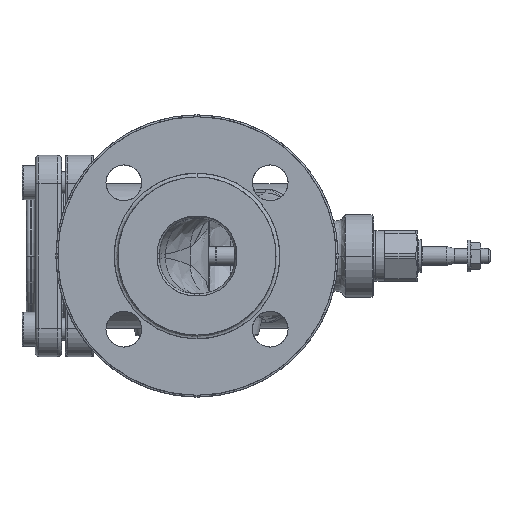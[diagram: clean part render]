
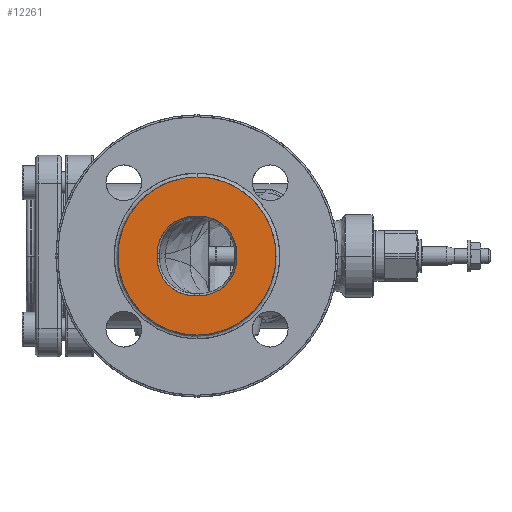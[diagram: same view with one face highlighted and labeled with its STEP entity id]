
A CAD part, left-side view. The second image highlights one B-rep face of the part: STEP entity #12261.
In plain terms, the highlighted planar face has unit normal (-1, 0, 0).
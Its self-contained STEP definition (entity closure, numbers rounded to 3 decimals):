
#12128=CARTESIAN_POINT('Axis2P3D Location',(-100.,43.68,43.68)) ;
#12134=CARTESIAN_POINT('Control Point',(-100.,0.,-42.)) ;
#12135=CARTESIAN_POINT('Control Point',(-100.,-4.398,-42.002)) ;
#12136=CARTESIAN_POINT('Control Point',(-100.,-13.194,-40.606)) ;
#12137=CARTESIAN_POINT('Control Point',(-100.,-25.097,-34.543)) ;
#12138=CARTESIAN_POINT('Control Point',(-100.,-34.543,-25.097)) ;
#12139=CARTESIAN_POINT('Control Point',(-100.,-40.607,-13.194)) ;
#12140=CARTESIAN_POINT('Control Point',(-100.,-42.697,0.)) ;
#12141=CARTESIAN_POINT('Control Point',(-100.,-40.607,13.194)) ;
#12142=CARTESIAN_POINT('Control Point',(-100.,-34.543,25.097)) ;
#12143=CARTESIAN_POINT('Control Point',(-100.,-25.097,34.543)) ;
#12144=CARTESIAN_POINT('Control Point',(-100.,-13.194,40.606)) ;
#12145=CARTESIAN_POINT('Control Point',(-100.,-4.398,42.002)) ;
#12146=CARTESIAN_POINT('Control Point',(-100.,0.,42.)) ;
#12147=CARTESIAN_POINT('Vertex',(-100.,0.,-42.)) ;
#12149=CARTESIAN_POINT('Vertex',(-100.,0.,42.)) ;
#12153=CARTESIAN_POINT('Control Point',(-100.,0.,42.)) ;
#12154=CARTESIAN_POINT('Control Point',(-100.,4.398,42.002)) ;
#12155=CARTESIAN_POINT('Control Point',(-100.,13.194,40.606)) ;
#12156=CARTESIAN_POINT('Control Point',(-100.,25.097,34.543)) ;
#12157=CARTESIAN_POINT('Control Point',(-100.,34.543,25.097)) ;
#12158=CARTESIAN_POINT('Control Point',(-100.,40.607,13.194)) ;
#12159=CARTESIAN_POINT('Control Point',(-100.,42.697,0.)) ;
#12160=CARTESIAN_POINT('Control Point',(-100.,40.607,-13.194)) ;
#12161=CARTESIAN_POINT('Control Point',(-100.,34.543,-25.097)) ;
#12162=CARTESIAN_POINT('Control Point',(-100.,25.097,-34.543)) ;
#12163=CARTESIAN_POINT('Control Point',(-100.,13.194,-40.606)) ;
#12164=CARTESIAN_POINT('Control Point',(-100.,4.398,-42.002)) ;
#12165=CARTESIAN_POINT('Control Point',(-100.,0.,-42.)) ;
#12172=CARTESIAN_POINT('Control Point',(-100.,-21.032,-1.499)) ;
#12173=CARTESIAN_POINT('Control Point',(-100.,-21.034,-3.786)) ;
#12174=CARTESIAN_POINT('Control Point',(-100.,-20.224,-8.336)) ;
#12175=CARTESIAN_POINT('Control Point',(-100.,-17.33,-13.332)) ;
#12176=CARTESIAN_POINT('Control Point',(-100.,-13.308,-17.347)) ;
#12177=CARTESIAN_POINT('Control Point',(-100.,-8.318,-20.229)) ;
#12178=CARTESIAN_POINT('Control Point',(-100.,-3.779,-21.033)) ;
#12179=CARTESIAN_POINT('Control Point',(-100.,-1.499,-21.032)) ;
#12180=CARTESIAN_POINT('Vertex',(-100.,-21.032,-1.499)) ;
#12182=CARTESIAN_POINT('Vertex',(-100.,-1.499,-21.032)) ;
#12186=CARTESIAN_POINT('Control Point',(-100.,-1.499,-21.032)) ;
#12187=CARTESIAN_POINT('Control Point',(-100.,-0.5,-21.034)) ;
#12188=CARTESIAN_POINT('Control Point',(-100.,0.5,-21.034)) ;
#12189=CARTESIAN_POINT('Control Point',(-100.,1.499,-21.032)) ;
#12190=CARTESIAN_POINT('Vertex',(-100.,1.499,-21.032)) ;
#12194=CARTESIAN_POINT('Control Point',(-100.,1.499,-21.032)) ;
#12195=CARTESIAN_POINT('Control Point',(-100.,3.779,-21.033)) ;
#12196=CARTESIAN_POINT('Control Point',(-100.,8.319,-20.229)) ;
#12197=CARTESIAN_POINT('Control Point',(-100.,13.309,-17.346)) ;
#12198=CARTESIAN_POINT('Control Point',(-100.,17.331,-13.331)) ;
#12199=CARTESIAN_POINT('Control Point',(-100.,20.224,-8.336)) ;
#12200=CARTESIAN_POINT('Control Point',(-100.,21.034,-3.786)) ;
#12201=CARTESIAN_POINT('Control Point',(-100.,21.032,-1.499)) ;
#12202=CARTESIAN_POINT('Vertex',(-100.,21.032,-1.499)) ;
#12206=CARTESIAN_POINT('Control Point',(-100.,21.032,-1.499)) ;
#12207=CARTESIAN_POINT('Control Point',(-100.,21.034,-0.5)) ;
#12208=CARTESIAN_POINT('Control Point',(-100.,21.034,0.5)) ;
#12209=CARTESIAN_POINT('Control Point',(-100.,21.032,1.499)) ;
#12210=CARTESIAN_POINT('Vertex',(-100.,21.032,1.499)) ;
#12214=CARTESIAN_POINT('Control Point',(-100.,21.032,1.499)) ;
#12215=CARTESIAN_POINT('Control Point',(-100.,21.034,3.786)) ;
#12216=CARTESIAN_POINT('Control Point',(-100.,20.224,8.336)) ;
#12217=CARTESIAN_POINT('Control Point',(-100.,17.33,13.332)) ;
#12218=CARTESIAN_POINT('Control Point',(-100.,13.308,17.347)) ;
#12219=CARTESIAN_POINT('Control Point',(-100.,8.318,20.229)) ;
#12220=CARTESIAN_POINT('Control Point',(-100.,3.779,21.033)) ;
#12221=CARTESIAN_POINT('Control Point',(-100.,1.499,21.032)) ;
#12222=CARTESIAN_POINT('Vertex',(-100.,1.499,21.032)) ;
#12226=CARTESIAN_POINT('Control Point',(-100.,1.499,21.032)) ;
#12227=CARTESIAN_POINT('Control Point',(-100.,0.5,21.034)) ;
#12228=CARTESIAN_POINT('Control Point',(-100.,-0.5,21.034)) ;
#12229=CARTESIAN_POINT('Control Point',(-100.,-1.499,21.032)) ;
#12230=CARTESIAN_POINT('Vertex',(-100.,-1.499,21.032)) ;
#12234=CARTESIAN_POINT('Control Point',(-100.,-1.499,21.032)) ;
#12235=CARTESIAN_POINT('Control Point',(-100.,-3.779,21.033)) ;
#12236=CARTESIAN_POINT('Control Point',(-100.,-8.319,20.229)) ;
#12237=CARTESIAN_POINT('Control Point',(-100.,-13.309,17.346)) ;
#12238=CARTESIAN_POINT('Control Point',(-100.,-17.331,13.331)) ;
#12239=CARTESIAN_POINT('Control Point',(-100.,-20.224,8.336)) ;
#12240=CARTESIAN_POINT('Control Point',(-100.,-21.034,3.786)) ;
#12241=CARTESIAN_POINT('Control Point',(-100.,-21.032,1.499)) ;
#12242=CARTESIAN_POINT('Vertex',(-100.,-21.032,1.499)) ;
#12246=CARTESIAN_POINT('Control Point',(-100.,-21.032,1.499)) ;
#12247=CARTESIAN_POINT('Control Point',(-100.,-21.034,0.5)) ;
#12248=CARTESIAN_POINT('Control Point',(-100.,-21.034,-0.5)) ;
#12249=CARTESIAN_POINT('Control Point',(-100.,-21.032,-1.499)) ;
#12129=DIRECTION('Axis2P3D Direction',(-1.,0.,0.)) ;
#12130=DIRECTION('Axis2P3D XDirection',(0.,0.,-1.)) ;
#12131=AXIS2_PLACEMENT_3D('Plane Axis2P3D',#12128,#12129,#12130) ;
#12168=ORIENTED_EDGE('',*,*,#12151,.T.) ;
#12169=ORIENTED_EDGE('',*,*,#12166,.T.) ;
#12252=ORIENTED_EDGE('',*,*,#12184,.T.) ;
#12253=ORIENTED_EDGE('',*,*,#12192,.T.) ;
#12254=ORIENTED_EDGE('',*,*,#12204,.T.) ;
#12255=ORIENTED_EDGE('',*,*,#12212,.T.) ;
#12256=ORIENTED_EDGE('',*,*,#12224,.T.) ;
#12257=ORIENTED_EDGE('',*,*,#12232,.T.) ;
#12258=ORIENTED_EDGE('',*,*,#12244,.T.) ;
#12259=ORIENTED_EDGE('',*,*,#12250,.T.) ;
#12260=FACE_BOUND('',#12251,.T.) ;
#12261=ADVANCED_FACE('TRM_SRF103',(#12170,#12260),#12132,.T.) ;
#12133=B_SPLINE_CURVE_WITH_KNOTS('',3,(#12134,#12135,#12136,#12137,#12138,#12139,#12140,#12141,#12142,#12143,#12144,#12145,#12146),.UNSPECIFIED.,.F.,.U.,(4,1,1,1,1,1,1,1,1,1,4),(0.,13.348,26.695,40.043,53.391,66.738,80.086,93.433,106.781,120.129,133.476),.UNSPECIFIED.) ;
#12152=B_SPLINE_CURVE_WITH_KNOTS('',3,(#12153,#12154,#12155,#12156,#12157,#12158,#12159,#12160,#12161,#12162,#12163,#12164,#12165),.UNSPECIFIED.,.F.,.U.,(4,1,1,1,1,1,1,1,1,1,4),(0.,13.348,26.695,40.043,53.391,66.738,80.086,93.433,106.781,120.129,133.476),.UNSPECIFIED.) ;
#12171=B_SPLINE_CURVE_WITH_KNOTS('',3,(#12172,#12173,#12174,#12175,#12176,#12177,#12178,#12179),.UNSPECIFIED.,.F.,.U.,(4,1,1,1,1,4),(0.,6.937,13.799,17.251,24.103,31.018),.UNSPECIFIED.) ;
#12185=B_SPLINE_CURVE_WITH_KNOTS('',3,(#12186,#12187,#12188,#12189),.UNSPECIFIED.,.F.,.U.,(4,4),(0.,2.997),.UNSPECIFIED.) ;
#12193=B_SPLINE_CURVE_WITH_KNOTS('',3,(#12194,#12195,#12196,#12197,#12198,#12199,#12200,#12201),.UNSPECIFIED.,.F.,.U.,(4,1,1,1,1,4),(0.,6.915,13.768,17.22,24.082,31.018),.UNSPECIFIED.) ;
#12205=B_SPLINE_CURVE_WITH_KNOTS('',3,(#12206,#12207,#12208,#12209),.UNSPECIFIED.,.F.,.U.,(4,4),(0.,2.997),.UNSPECIFIED.) ;
#12213=B_SPLINE_CURVE_WITH_KNOTS('',3,(#12214,#12215,#12216,#12217,#12218,#12219,#12220,#12221),.UNSPECIFIED.,.F.,.U.,(4,1,1,1,1,4),(0.,6.937,13.799,17.251,24.103,31.018),.UNSPECIFIED.) ;
#12225=B_SPLINE_CURVE_WITH_KNOTS('',3,(#12226,#12227,#12228,#12229),.UNSPECIFIED.,.F.,.U.,(4,4),(0.,2.997),.UNSPECIFIED.) ;
#12233=B_SPLINE_CURVE_WITH_KNOTS('',3,(#12234,#12235,#12236,#12237,#12238,#12239,#12240,#12241),.UNSPECIFIED.,.F.,.U.,(4,1,1,1,1,4),(0.,6.915,13.768,17.22,24.082,31.018),.UNSPECIFIED.) ;
#12245=B_SPLINE_CURVE_WITH_KNOTS('',3,(#12246,#12247,#12248,#12249),.UNSPECIFIED.,.F.,.U.,(4,4),(0.,2.997),.UNSPECIFIED.) ;
#12151=EDGE_CURVE('',#12148,#12150,#12133,.T.) ;
#12166=EDGE_CURVE('',#12150,#12148,#12152,.T.) ;
#12184=EDGE_CURVE('',#12181,#12183,#12171,.T.) ;
#12192=EDGE_CURVE('',#12183,#12191,#12185,.T.) ;
#12204=EDGE_CURVE('',#12191,#12203,#12193,.T.) ;
#12212=EDGE_CURVE('',#12203,#12211,#12205,.T.) ;
#12224=EDGE_CURVE('',#12211,#12223,#12213,.T.) ;
#12232=EDGE_CURVE('',#12223,#12231,#12225,.T.) ;
#12244=EDGE_CURVE('',#12231,#12243,#12233,.T.) ;
#12250=EDGE_CURVE('',#12243,#12181,#12245,.T.) ;
#12167=EDGE_LOOP('',(#12168,#12169)) ;
#12251=EDGE_LOOP('',(#12252,#12253,#12254,#12255,#12256,#12257,#12258,#12259)) ;
#12170=FACE_OUTER_BOUND('',#12167,.T.) ;
#12132=PLANE('',#12131) ;
#12148=VERTEX_POINT('',#12147) ;
#12150=VERTEX_POINT('',#12149) ;
#12181=VERTEX_POINT('',#12180) ;
#12183=VERTEX_POINT('',#12182) ;
#12191=VERTEX_POINT('',#12190) ;
#12203=VERTEX_POINT('',#12202) ;
#12211=VERTEX_POINT('',#12210) ;
#12223=VERTEX_POINT('',#12222) ;
#12231=VERTEX_POINT('',#12230) ;
#12243=VERTEX_POINT('',#12242) ;
